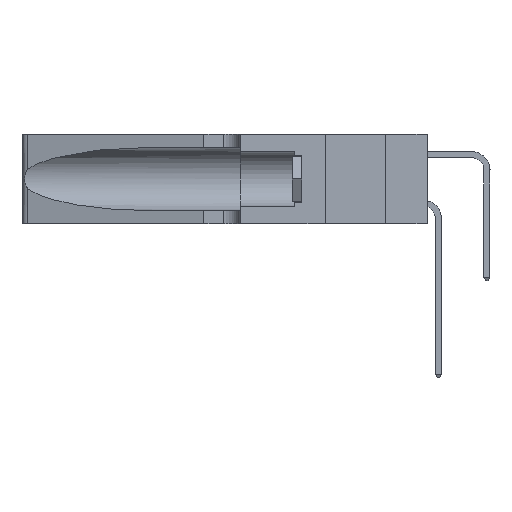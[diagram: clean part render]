
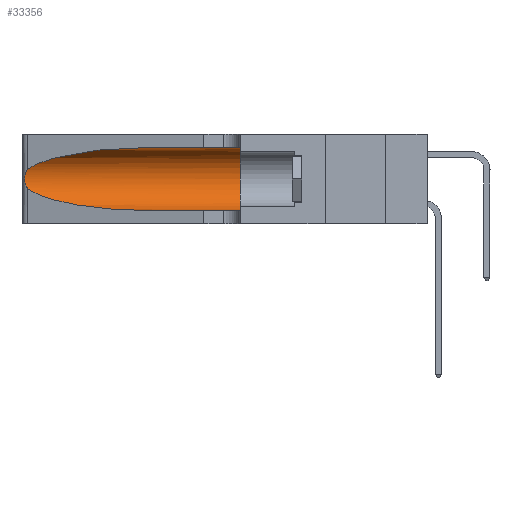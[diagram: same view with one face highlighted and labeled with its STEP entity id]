
A CAD part, left-side view. The second image highlights one B-rep face of the part: STEP entity #33356.
In plain terms, the highlighted cylindrical face has radius 3.308 mm (diameter 6.617 mm), a partial arc.
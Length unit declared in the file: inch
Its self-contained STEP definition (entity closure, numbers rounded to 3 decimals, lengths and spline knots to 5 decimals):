
#14 = EDGE_CURVE ( 'NONE', #5696, #20416, #36656, .T. ) ;
#517 = CARTESIAN_POINT ( 'NONE',  ( 0.1305, 0.35, 0.185 ) ) ;
#1285 = AXIS2_PLACEMENT_3D ( 'NONE', #517, #6397, #32163 ) ;
#2435 = CARTESIAN_POINT ( 'NONE',  ( 0.18966, 0.96281, 0.31525 ) ) ;
#2586 = CARTESIAN_POINT ( 'NONE',  ( 0.26075, 1.23896, 0.19203 ) ) ;
#3432 = FACE_OUTER_BOUND ( 'NONE', #35428, .T. ) ;
#3801 = ORIENTED_EDGE ( 'NONE', *, *, #14, .T. ) ;
#4146 = VERTEX_POINT ( 'NONE', #12651 ) ;
#4856 = EDGE_CURVE ( 'NONE', #20018, #7264, #23089, .T. ) ;
#5162 = CIRCLE ( 'NONE', #1285, 0.13025 ) ;
#5696 = VERTEX_POINT ( 'NONE', #9623 ) ;
#5845 = CARTESIAN_POINT ( 'NONE',  ( 0.1305, 1.61858, 0.31525 ) ) ;
#6397 = DIRECTION ( 'NONE',  ( 0., 1., 0. ) ) ;
#7264 = VERTEX_POINT ( 'NONE', #22344 ) ;
#8691 = CARTESIAN_POINT ( 'NONE',  ( 0.25555, 1.22993, 0.14849 ) ) ;
#9623 = CARTESIAN_POINT ( 'NONE',  ( 0.25487, 1.22718, 0.14631 ) ) ;
#11203 = DIRECTION ( 'NONE',  ( 0., -1., 0. ) ) ;
#11256 = CARTESIAN_POINT ( 'NONE',  ( 0.25555, 1.22994, 0.2215 ) ) ;
#11504 = CARTESIAN_POINT ( 'NONE',  ( 0.26018, 1.23835, 0.19895 ) ) ;
#11609 = EDGE_CURVE ( 'NONE', #35602, #5696, #12957, .T. ) ;
#11920 = EDGE_CURVE ( 'NONE', #20416, #4146, #37572, .T. ) ;
#12492 =( BOUNDED_CURVE ( )  B_SPLINE_CURVE ( 3, ( #22720, #2435, #31491, #20058 ),
 .UNSPECIFIED., .F., .F. ) 
 B_SPLINE_CURVE_WITH_KNOTS ( ( 4, 4 ),
 ( 1.5708, 2.84003 ),
 .UNSPECIFIED. ) 
 CURVE ( )  GEOMETRIC_REPRESENTATION_ITEM ( )  RATIONAL_B_SPLINE_CURVE ( ( 1., 0.87, 0.87, 1. ) ) 
 REPRESENTATION_ITEM ( '' )  );
#12651 = CARTESIAN_POINT ( 'NONE',  ( 0.1305, 0.35, 0.05475 ) ) ;
#12957 = B_SPLINE_CURVE_WITH_KNOTS ( 'NONE', 3,
 ( #14014, #11256, #31651, #37342, #28823, #11504, #2586, #25782, #17080, #14388, #17316, #30650, #8691, #28947 ),
 .UNSPECIFIED., .F., .F.,
 ( 4, 2, 2, 2, 2, 2, 4 ),
 ( 0., 0.00027, 0.00053, 0.00107, 0.0016, 0.00187, 0.00214 ),
 .UNSPECIFIED. ) ;
#13173 = ORIENTED_EDGE ( 'NONE', *, *, #22603, .F. ) ;
#13515 = ORIENTED_EDGE ( 'NONE', *, *, #11920, .T. ) ;
#13582 = CARTESIAN_POINT ( 'NONE',  ( 0.1305, 1.61858, 0.185 ) ) ;
#13952 = CARTESIAN_POINT ( 'NONE',  ( 0.1305, 0.72297, 0.31525 ) ) ;
#14014 = CARTESIAN_POINT ( 'NONE',  ( 0.25487, 1.22718, 0.22369 ) ) ;
#14388 = CARTESIAN_POINT ( 'NONE',  ( 0.25856, 1.23593, 0.16098 ) ) ;
#14917 = AXIS2_PLACEMENT_3D ( 'NONE', #13582, #11203, #25092 ) ;
#15833 = ORIENTED_EDGE ( 'NONE', *, *, #11609, .T. ) ;
#17080 = CARTESIAN_POINT ( 'NONE',  ( 0.26017, 1.23833, 0.17102 ) ) ;
#17110 = DIRECTION ( 'NONE',  ( 0., -1., 0. ) ) ;
#17316 = CARTESIAN_POINT ( 'NONE',  ( 0.25789, 1.23486, 0.15765 ) ) ;
#17512 = CARTESIAN_POINT ( 'NONE',  ( 0.25487, 1.22718, 0.22369 ) ) ;
#18125 = ORIENTED_EDGE ( 'NONE', *, *, #32783, .T. ) ;
#19345 = CARTESIAN_POINT ( 'NONE',  ( 0.1305, 0.72297, 0.05475 ) ) ;
#20018 = VERTEX_POINT ( 'NONE', #13952 ) ;
#20058 = CARTESIAN_POINT ( 'NONE',  ( 0.25487, 1.22718, 0.22369 ) ) ;
#20416 = VERTEX_POINT ( 'NONE', #19345 ) ;
#20867 = CARTESIAN_POINT ( 'NONE',  ( 0.1305, 1.61858, 0.05475 ) ) ;
#22105 = VECTOR ( 'NONE', #17110, 39.37008 ) ;
#22344 = CARTESIAN_POINT ( 'NONE',  ( 0.1305, 0.35, 0.31525 ) ) ;
#22603 = EDGE_CURVE ( 'NONE', #7264, #4146, #5162, .T. ) ;
#22625 = CARTESIAN_POINT ( 'NONE',  ( 0.1305, 0.72297, 0.05475 ) ) ;
#22720 = CARTESIAN_POINT ( 'NONE',  ( 0.1305, 0.72297, 0.31525 ) ) ;
#23089 = LINE ( 'NONE', #5845, #30818 ) ;
#25092 = DIRECTION ( 'NONE',  ( 0., 0., -1. ) ) ;
#25653 = CARTESIAN_POINT ( 'NONE',  ( 0.18966, 0.96281, 0.05475 ) ) ;
#25782 = CARTESIAN_POINT ( 'NONE',  ( 0.26075, 1.23896, 0.178 ) ) ;
#28331 = CARTESIAN_POINT ( 'NONE',  ( 0.25487, 1.22718, 0.14631 ) ) ;
#28823 = CARTESIAN_POINT ( 'NONE',  ( 0.25854, 1.2359, 0.20912 ) ) ;
#28947 = CARTESIAN_POINT ( 'NONE',  ( 0.25487, 1.22718, 0.14631 ) ) ;
#30650 = CARTESIAN_POINT ( 'NONE',  ( 0.25639, 1.23186, 0.15144 ) ) ;
#30818 = VECTOR ( 'NONE', #37157, 39.37008 ) ;
#31140 = CARTESIAN_POINT ( 'NONE',  ( 0.2373, 1.15595, 0.08982 ) ) ;
#31491 = CARTESIAN_POINT ( 'NONE',  ( 0.2373, 1.15595, 0.28018 ) ) ;
#31651 = CARTESIAN_POINT ( 'NONE',  ( 0.25639, 1.23184, 0.21858 ) ) ;
#32163 = DIRECTION ( 'NONE',  ( 0., 0., 1. ) ) ;
#32783 = EDGE_CURVE ( 'NONE', #20018, #35602, #12492, .T. ) ;
#33356 = ADVANCED_FACE ( 'NONE', ( #3432 ), #33405, .F. ) ;
#33405 = CYLINDRICAL_SURFACE ( 'NONE', #14917, 0.13025 ) ;
#35428 = EDGE_LOOP ( 'NONE', ( #18125, #15833, #3801, #13515, #13173, #36491 ) ) ;
#35602 = VERTEX_POINT ( 'NONE', #17512 ) ;
#36491 = ORIENTED_EDGE ( 'NONE', *, *, #4856, .F. ) ;
#36656 =( BOUNDED_CURVE ( )  B_SPLINE_CURVE ( 3, ( #28331, #31140, #25653, #22625 ),
 .UNSPECIFIED., .F., .F. ) 
 B_SPLINE_CURVE_WITH_KNOTS ( ( 4, 4 ),
 ( 3.44316, 4.71239 ),
 .UNSPECIFIED. ) 
 CURVE ( )  GEOMETRIC_REPRESENTATION_ITEM ( )  RATIONAL_B_SPLINE_CURVE ( ( 1., 0.87, 0.87, 1. ) ) 
 REPRESENTATION_ITEM ( '' )  );
#37157 = DIRECTION ( 'NONE',  ( 0., -1., 0. ) ) ;
#37342 = CARTESIAN_POINT ( 'NONE',  ( 0.25787, 1.23484, 0.2124 ) ) ;
#37572 = LINE ( 'NONE', #20867, #22105 ) ;
